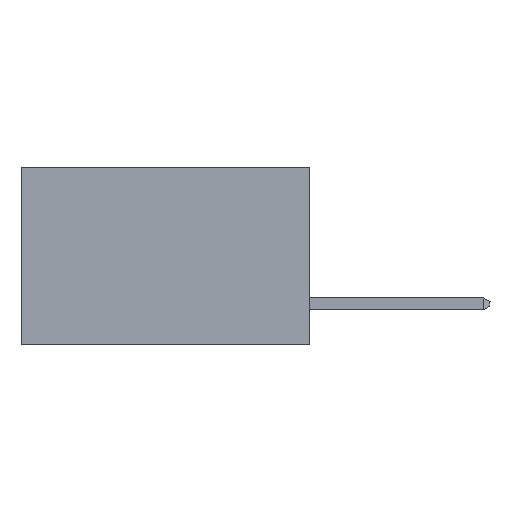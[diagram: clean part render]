
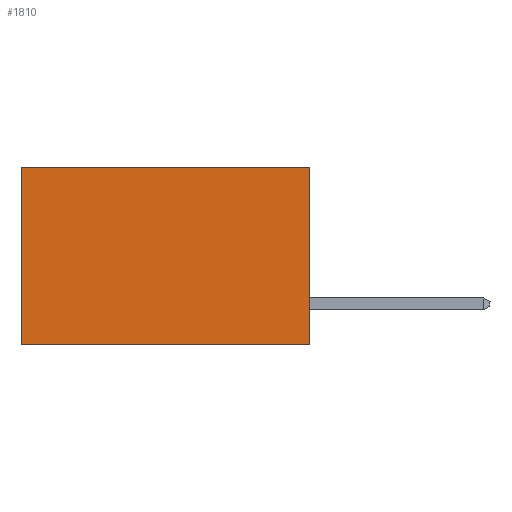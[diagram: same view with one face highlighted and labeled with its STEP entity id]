
A CAD part, left-side view. The second image highlights one B-rep face of the part: STEP entity #1810.
In plain terms, the highlighted planar face has unit normal (-1, 0, 0).
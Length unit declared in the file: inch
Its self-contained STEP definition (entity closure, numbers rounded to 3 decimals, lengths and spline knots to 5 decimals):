
#724 = ORIENTED_EDGE ( 'NONE', *, *, #27258, .F. ) ;
#1640 = ORIENTED_EDGE ( 'NONE', *, *, #11853, .T. ) ;
#1810 = ADVANCED_FACE ( 'NONE', ( #9841 ), #15931, .F. ) ;
#2520 = AXIS2_PLACEMENT_3D ( 'NONE', #2913, #13083, #33207 ) ;
#2913 = CARTESIAN_POINT ( 'NONE',  ( 0.2875, 0., 0. ) ) ;
#3698 = ORIENTED_EDGE ( 'NONE', *, *, #31150, .F. ) ;
#4955 = DIRECTION ( 'NONE',  ( 0., 0., -1. ) ) ;
#7056 = DIRECTION ( 'NONE',  ( 0., 1., 0. ) ) ;
#8519 = CARTESIAN_POINT ( 'NONE',  ( 0.2875, 0.6, 0. ) ) ;
#8642 = EDGE_LOOP ( 'NONE', ( #1640, #3698, #724, #19817 ) ) ;
#9841 = FACE_OUTER_BOUND ( 'NONE', #8642, .T. ) ;
#11853 = EDGE_CURVE ( 'NONE', #17294, #21162, #13493, .T. ) ;
#12399 = VECTOR ( 'NONE', #18965, 39.37008 ) ;
#13083 = DIRECTION ( 'NONE',  ( 1., 0., 0. ) ) ;
#13493 = LINE ( 'NONE', #42612, #12399 ) ;
#15931 = PLANE ( 'NONE',  #2520 ) ;
#17010 = DIRECTION ( 'NONE',  ( 0., 1., 0. ) ) ;
#17294 = VERTEX_POINT ( 'NONE', #8519 ) ;
#17305 = CARTESIAN_POINT ( 'NONE',  ( 0.2875, 0., -0.37 ) ) ;
#18293 = CARTESIAN_POINT ( 'NONE',  ( 0.2875, 0., -0.37 ) ) ;
#18965 = DIRECTION ( 'NONE',  ( 0., 0., -1. ) ) ;
#19808 = EDGE_CURVE ( 'NONE', #23048, #17294, #39324, .T. ) ;
#19817 = ORIENTED_EDGE ( 'NONE', *, *, #19808, .T. ) ;
#20377 = CARTESIAN_POINT ( 'NONE',  ( 0.2875, 0., 0. ) ) ;
#21162 = VERTEX_POINT ( 'NONE', #41746 ) ;
#22002 = CARTESIAN_POINT ( 'NONE',  ( 0.2875, 0., 0. ) ) ;
#23048 = VERTEX_POINT ( 'NONE', #22002 ) ;
#27037 = VECTOR ( 'NONE', #7056, 39.37008 ) ;
#27258 = EDGE_CURVE ( 'NONE', #23048, #30180, #29694, .T. ) ;
#28637 = VECTOR ( 'NONE', #4955, 39.37008 ) ;
#29694 = LINE ( 'NONE', #38765, #28637 ) ;
#30180 = VERTEX_POINT ( 'NONE', #18293 ) ;
#31150 = EDGE_CURVE ( 'NONE', #30180, #21162, #41521, .T. ) ;
#33207 = DIRECTION ( 'NONE',  ( 0., 0., -1. ) ) ;
#33540 = VECTOR ( 'NONE', #17010, 39.37008 ) ;
#38765 = CARTESIAN_POINT ( 'NONE',  ( 0.2875, 0., 0. ) ) ;
#39324 = LINE ( 'NONE', #20377, #27037 ) ;
#41521 = LINE ( 'NONE', #17305, #33540 ) ;
#41746 = CARTESIAN_POINT ( 'NONE',  ( 0.2875, 0.6, -0.37 ) ) ;
#42612 = CARTESIAN_POINT ( 'NONE',  ( 0.2875, 0.6, 0. ) ) ;
